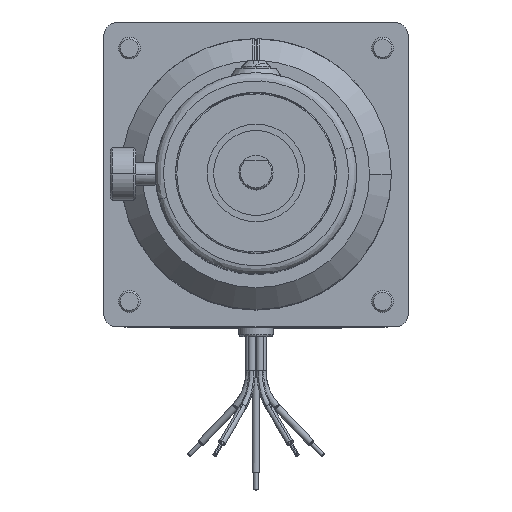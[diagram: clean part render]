
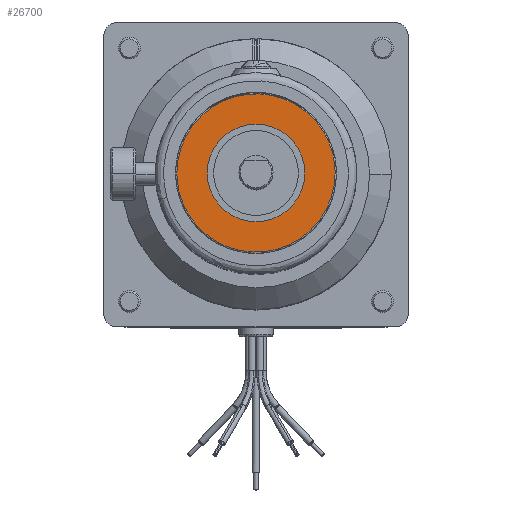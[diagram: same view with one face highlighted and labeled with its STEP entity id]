
A CAD part, top view. The second image highlights one B-rep face of the part: STEP entity #26700.
In plain terms, the highlighted planar face has unit normal (0, 0, 1).
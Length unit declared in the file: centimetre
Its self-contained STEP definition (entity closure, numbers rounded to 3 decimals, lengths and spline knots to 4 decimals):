
#24697 = EDGE_LOOP ( 'NONE', ( #27949, #28873 ) ) ;
#24935 = EDGE_LOOP ( 'NONE', ( #29797, #28855 ) ) ;
#26700 = ADVANCED_FACE ( 'NONE', ( #36208, #36222 ), #42064, .T. ) ;
#27949 = ORIENTED_EDGE ( 'NONE', *, *, #28227, .T. ) ;
#28227 = EDGE_CURVE ( 'NONE', #51517, #87283, #63419, .T. ) ;
#28855 = ORIENTED_EDGE ( 'NONE', *, *, #29732, .F. ) ;
#28873 = ORIENTED_EDGE ( 'NONE', *, *, #47397, .T. ) ;
#29732 = EDGE_CURVE ( 'NONE', #50474, #51666, #43152, .T. ) ;
#29797 = ORIENTED_EDGE ( 'NONE', *, *, #38315, .F. ) ;
#33397 = CIRCLE ( 'NONE', #83454, 0.908 ) ;
#36208 = FACE_OUTER_BOUND ( 'NONE', #24935, .T. ) ;
#36222 = FACE_BOUND ( 'NONE', #24697, .T. ) ;
#38315 = EDGE_CURVE ( 'NONE', #51666, #50474, #44341, .T. ) ;
#42061 = CARTESIAN_POINT ( 'NONE',  ( 0.8522, 0., 0. ) ) ;
#42064 = PLANE ( 'NONE',  #104515 ) ;
#42066 = DIRECTION ( 'NONE',  ( 0., 0., 1. ) ) ;
#42067 = DIRECTION ( 'NONE',  ( 1., 0., 0. ) ) ;
#43152 =( BOUNDED_CURVE ( )  B_SPLINE_CURVE ( 3, ( #99174, #99170, #99165, #99175 ),
 .UNSPECIFIED., .F., .F. ) 
 B_SPLINE_CURVE_WITH_KNOTS ( ( 4, 4 ),
 ( 0.5, 1. ),
 .UNSPECIFIED. ) 
 CURVE ( )  GEOMETRIC_REPRESENTATION_ITEM ( )  RATIONAL_B_SPLINE_CURVE ( ( 1., 0.333, 0.333, 1. ) ) 
 REPRESENTATION_ITEM ( '' )  );
#44341 =( BOUNDED_CURVE ( )  B_SPLINE_CURVE ( 3, ( #89906, #89919, #89926, #89928 ),
 .UNSPECIFIED., .F., .F. ) 
 B_SPLINE_CURVE_WITH_KNOTS ( ( 4, 4 ),
 ( 0., 0.5 ),
 .UNSPECIFIED. ) 
 CURVE ( )  GEOMETRIC_REPRESENTATION_ITEM ( )  RATIONAL_B_SPLINE_CURVE ( ( 1., 0.333, 0.333, 1. ) ) 
 REPRESENTATION_ITEM ( '' )  );
#47397 = EDGE_CURVE ( 'NONE', #87283, #51517, #33397, .T. ) ;
#50474 = VERTEX_POINT ( 'NONE', #92118 ) ;
#51517 = VERTEX_POINT ( 'NONE', #102473 ) ;
#51666 = VERTEX_POINT ( 'NONE', #102644 ) ;
#63419 = CIRCLE ( 'NONE', #106456, 0.908 ) ;
#65586 = CARTESIAN_POINT ( 'NONE',  ( 0., 0., 0. ) ) ;
#65588 = DIRECTION ( 'NONE',  ( 0., 0., -1. ) ) ;
#65590 = DIRECTION ( 'NONE',  ( -1., 0., 0. ) ) ;
#69409 = CARTESIAN_POINT ( 'NONE',  ( 0.908, 0., 0. ) ) ;
#72484 = CARTESIAN_POINT ( 'NONE',  ( 0., 0., 0. ) ) ;
#72486 = DIRECTION ( 'NONE',  ( 0., 0., -1. ) ) ;
#72487 = DIRECTION ( 'NONE',  ( -1., 0., 0. ) ) ;
#83454 = AXIS2_PLACEMENT_3D ( 'NONE', #72484, #72486, #72487 ) ;
#87283 = VERTEX_POINT ( 'NONE', #69409 ) ;
#89906 = CARTESIAN_POINT ( 'NONE',  ( 1.4732, 0., 0. ) ) ;
#89919 = CARTESIAN_POINT ( 'NONE',  ( 1.4732, -2.9464, 0. ) ) ;
#89926 = CARTESIAN_POINT ( 'NONE',  ( -1.4732, -2.9464, 0. ) ) ;
#89928 = CARTESIAN_POINT ( 'NONE',  ( -1.4732, 0., 0. ) ) ;
#92118 = CARTESIAN_POINT ( 'NONE',  ( -1.4732, 0., 0. ) ) ;
#99165 = CARTESIAN_POINT ( 'NONE',  ( 1.4732, 2.9464, 0. ) ) ;
#99170 = CARTESIAN_POINT ( 'NONE',  ( -1.4732, 2.9464, 0. ) ) ;
#99174 = CARTESIAN_POINT ( 'NONE',  ( -1.4732, 0., 0. ) ) ;
#99175 = CARTESIAN_POINT ( 'NONE',  ( 1.4732, 0., 0. ) ) ;
#102473 = CARTESIAN_POINT ( 'NONE',  ( -0.908, 0., 0. ) ) ;
#102644 = CARTESIAN_POINT ( 'NONE',  ( 1.4732, 0., 0. ) ) ;
#104515 = AXIS2_PLACEMENT_3D ( 'NONE', #42061, #42066, #42067 ) ;
#106456 = AXIS2_PLACEMENT_3D ( 'NONE', #65586, #65588, #65590 ) ;
